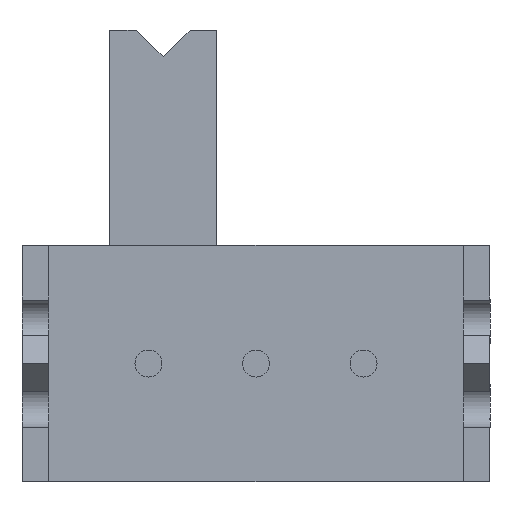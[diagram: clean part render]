
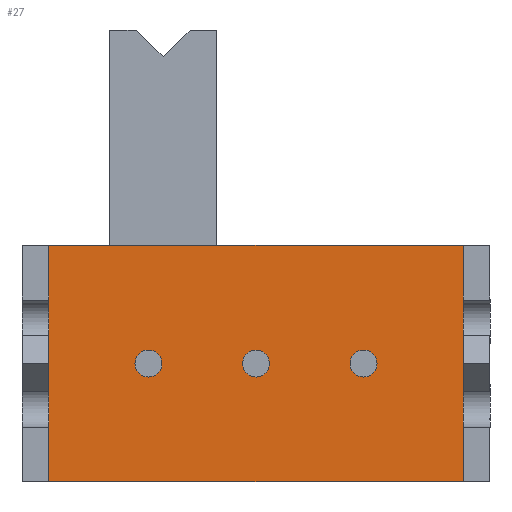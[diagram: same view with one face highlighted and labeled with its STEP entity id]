
A CAD part, front view. The second image highlights one B-rep face of the part: STEP entity #27.
In plain terms, the highlighted planar face has unit normal (0, -1, 0).
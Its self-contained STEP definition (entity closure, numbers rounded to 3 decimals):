
#11 = FACE_BOUND ( 'NONE', #1411, .T. ) ;
#12 = CARTESIAN_POINT ( 'NONE',  ( 4.35, 0., 2.2 ) ) ;
#14 = ORIENTED_EDGE ( 'NONE', *, *, #1009, .T. ) ;
#16 = CARTESIAN_POINT ( 'NONE',  ( -3.85, 0., 2.2 ) ) ;
#19 = CARTESIAN_POINT ( 'NONE',  ( -2., 0., 0. ) ) ;
#27 = ADVANCED_FACE ( 'NONE', ( #11, #759, #128, #1514 ), #1372, .F. ) ;
#63 = CARTESIAN_POINT ( 'NONE',  ( 2., 0., 0. ) ) ;
#70 = CIRCLE ( 'NONE', #1452, 0.25 ) ;
#104 = DIRECTION ( 'NONE',  ( 0., -1., 0. ) ) ;
#105 = CARTESIAN_POINT ( 'NONE',  ( -3.85, 0., 0. ) ) ;
#112 = VECTOR ( 'NONE', #1515, 1000. ) ;
#114 = CARTESIAN_POINT ( 'NONE',  ( 2., 0., -0.25 ) ) ;
#119 = DIRECTION ( 'NONE',  ( 0., 0., 1. ) ) ;
#127 = DIRECTION ( 'NONE',  ( 0., 0., -1. ) ) ;
#128 = FACE_OUTER_BOUND ( 'NONE', #1428, .T. ) ;
#132 = EDGE_CURVE ( 'NONE', #1306, #842, #1182, .T. ) ;
#141 = CIRCLE ( 'NONE', #1067, 0.25 ) ;
#168 = CIRCLE ( 'NONE', #1498, 0.25 ) ;
#176 = VERTEX_POINT ( 'NONE', #845 ) ;
#230 = VERTEX_POINT ( 'NONE', #611 ) ;
#232 = ORIENTED_EDGE ( 'NONE', *, *, #687, .T. ) ;
#244 = EDGE_CURVE ( 'NONE', #176, #1304, #168, .T. ) ;
#248 = EDGE_CURVE ( 'NONE', #842, #1306, #517, .T. ) ;
#259 = EDGE_LOOP ( 'NONE', ( #1060, #1084 ) ) ;
#270 = CARTESIAN_POINT ( 'NONE',  ( 3.85, 0., -2.2 ) ) ;
#289 = DIRECTION ( 'NONE',  ( 1., 0., 0. ) ) ;
#315 = CARTESIAN_POINT ( 'NONE',  ( 2., 0., 0.25 ) ) ;
#350 = CARTESIAN_POINT ( 'NONE',  ( 0., 0., 0.25 ) ) ;
#364 = CARTESIAN_POINT ( 'NONE',  ( 0., 0., 0. ) ) ;
#380 = CARTESIAN_POINT ( 'NONE',  ( 3.85, 0., 0. ) ) ;
#488 = LINE ( 'NONE', #380, #1297 ) ;
#517 = CIRCLE ( 'NONE', #800, 0.25 ) ;
#528 = ORIENTED_EDGE ( 'NONE', *, *, #132, .F. ) ;
#579 = VERTEX_POINT ( 'NONE', #350 ) ;
#611 = CARTESIAN_POINT ( 'NONE',  ( 3.85, 0., 2.2 ) ) ;
#614 = VERTEX_POINT ( 'NONE', #270 ) ;
#636 = LINE ( 'NONE', #12, #112 ) ;
#680 = CIRCLE ( 'NONE', #984, 0.25 ) ;
#687 = EDGE_CURVE ( 'NONE', #899, #614, #795, .T. ) ;
#707 = VECTOR ( 'NONE', #972, 1000. ) ;
#712 = VERTEX_POINT ( 'NONE', #16 ) ;
#743 = DIRECTION ( 'NONE',  ( 0., 0., 1. ) ) ;
#759 = FACE_BOUND ( 'NONE', #1181, .T. ) ;
#795 = LINE ( 'NONE', #1155, #962 ) ;
#800 = AXIS2_PLACEMENT_3D ( 'NONE', #1599, #104, #1377 ) ;
#842 = VERTEX_POINT ( 'NONE', #114 ) ;
#845 = CARTESIAN_POINT ( 'NONE',  ( -2., 0., 0.25 ) ) ;
#862 = CARTESIAN_POINT ( 'NONE',  ( -2., 0., 0. ) ) ;
#879 = DIRECTION ( 'NONE',  ( 0., 1., 0. ) ) ;
#899 = VERTEX_POINT ( 'NONE', #1476 ) ;
#929 = DIRECTION ( 'NONE',  ( 0., -1., 0. ) ) ;
#962 = VECTOR ( 'NONE', #289, 1000. ) ;
#972 = DIRECTION ( 'NONE',  ( 0., 0., 1. ) ) ;
#976 = ORIENTED_EDGE ( 'NONE', *, *, #248, .F. ) ;
#984 = AXIS2_PLACEMENT_3D ( 'NONE', #364, #1491, #119 ) ;
#998 = DIRECTION ( 'NONE',  ( 0., 0., 1. ) ) ;
#1007 = DIRECTION ( 'NONE',  ( 0., -1., 0. ) ) ;
#1009 = EDGE_CURVE ( 'NONE', #230, #712, #636, .T. ) ;
#1031 = VERTEX_POINT ( 'NONE', #1288 ) ;
#1060 = ORIENTED_EDGE ( 'NONE', *, *, #244, .F. ) ;
#1067 = AXIS2_PLACEMENT_3D ( 'NONE', #1111, #1007, #1492 ) ;
#1084 = ORIENTED_EDGE ( 'NONE', *, *, #1587, .F. ) ;
#1089 = LINE ( 'NONE', #105, #707 ) ;
#1095 = DIRECTION ( 'NONE',  ( 0., 0., 1. ) ) ;
#1111 = CARTESIAN_POINT ( 'NONE',  ( 0., 0., 0. ) ) ;
#1117 = EDGE_CURVE ( 'NONE', #230, #614, #488, .T. ) ;
#1155 = CARTESIAN_POINT ( 'NONE',  ( 4.35, 0., -2.2 ) ) ;
#1181 = EDGE_LOOP ( 'NONE', ( #1303, #1356 ) ) ;
#1182 = CIRCLE ( 'NONE', #1204, 0.25 ) ;
#1190 = ORIENTED_EDGE ( 'NONE', *, *, #1535, .F. ) ;
#1194 = CARTESIAN_POINT ( 'NONE',  ( -2., 0., -0.25 ) ) ;
#1204 = AXIS2_PLACEMENT_3D ( 'NONE', #63, #929, #1205 ) ;
#1205 = DIRECTION ( 'NONE',  ( 0., 0., 1. ) ) ;
#1239 = DIRECTION ( 'NONE',  ( 0., -1., 0. ) ) ;
#1242 = CARTESIAN_POINT ( 'NONE',  ( 0., 0., 0. ) ) ;
#1288 = CARTESIAN_POINT ( 'NONE',  ( 0., 0., -0.25 ) ) ;
#1297 = VECTOR ( 'NONE', #127, 1000. ) ;
#1303 = ORIENTED_EDGE ( 'NONE', *, *, #1353, .F. ) ;
#1304 = VERTEX_POINT ( 'NONE', #1194 ) ;
#1306 = VERTEX_POINT ( 'NONE', #315 ) ;
#1351 = DIRECTION ( 'NONE',  ( 0., -1., 0. ) ) ;
#1353 = EDGE_CURVE ( 'NONE', #579, #1031, #141, .T. ) ;
#1356 = ORIENTED_EDGE ( 'NONE', *, *, #1623, .F. ) ;
#1372 = PLANE ( 'NONE',  #1447 ) ;
#1377 = DIRECTION ( 'NONE',  ( 0., 0., 1. ) ) ;
#1411 = EDGE_LOOP ( 'NONE', ( #528, #976 ) ) ;
#1428 = EDGE_LOOP ( 'NONE', ( #1576, #14, #1190, #232 ) ) ;
#1447 = AXIS2_PLACEMENT_3D ( 'NONE', #1242, #879, #998 ) ;
#1452 = AXIS2_PLACEMENT_3D ( 'NONE', #19, #1239, #743 ) ;
#1476 = CARTESIAN_POINT ( 'NONE',  ( -3.85, 0., -2.2 ) ) ;
#1491 = DIRECTION ( 'NONE',  ( 0., -1., 0. ) ) ;
#1492 = DIRECTION ( 'NONE',  ( 0., 0., 1. ) ) ;
#1498 = AXIS2_PLACEMENT_3D ( 'NONE', #862, #1351, #1095 ) ;
#1514 = FACE_BOUND ( 'NONE', #259, .T. ) ;
#1515 = DIRECTION ( 'NONE',  ( -1., 0., 0. ) ) ;
#1535 = EDGE_CURVE ( 'NONE', #899, #712, #1089, .T. ) ;
#1576 = ORIENTED_EDGE ( 'NONE', *, *, #1117, .F. ) ;
#1587 = EDGE_CURVE ( 'NONE', #1304, #176, #70, .T. ) ;
#1599 = CARTESIAN_POINT ( 'NONE',  ( 2., 0., 0. ) ) ;
#1623 = EDGE_CURVE ( 'NONE', #1031, #579, #680, .T. ) ;
